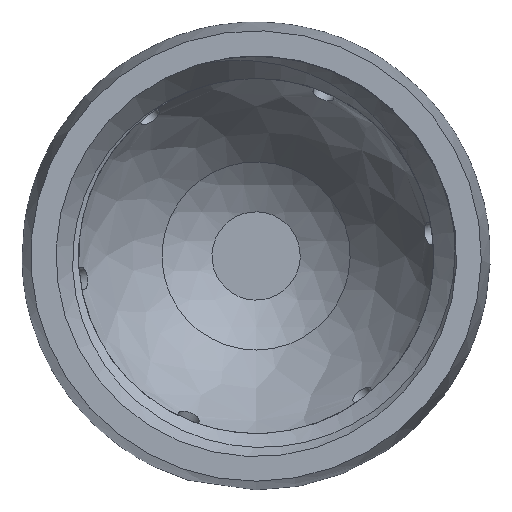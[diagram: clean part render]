
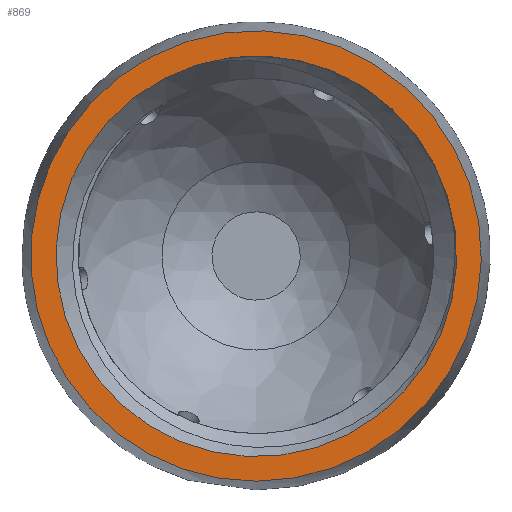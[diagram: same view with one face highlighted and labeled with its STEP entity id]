
A CAD part, left-side view. The second image highlights one B-rep face of the part: STEP entity #869.
In plain terms, the highlighted planar face has unit normal (-1, 0, 0).
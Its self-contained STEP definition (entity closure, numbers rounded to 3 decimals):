
#23=FACE_BOUND('',#136,.T.);
#41=PLANE('',#947);
#86=FACE_OUTER_BOUND('',#135,.T.);
#135=EDGE_LOOP('',(#773,#774));
#136=EDGE_LOOP('',(#775,#776));
#144=CIRCLE('',#901,22.702);
#145=CIRCLE('',#902,22.702);
#158=CIRCLE('',#942,25.526);
#159=CIRCLE('',#943,25.526);
#327=VERTEX_POINT('',#1282);
#328=VERTEX_POINT('',#1283);
#397=VERTEX_POINT('',#3209);
#398=VERTEX_POINT('',#3210);
#419=EDGE_CURVE('',#327,#328,#144,.T.);
#420=EDGE_CURVE('',#328,#327,#145,.T.);
#532=EDGE_CURVE('',#397,#398,#158,.T.);
#533=EDGE_CURVE('',#398,#397,#159,.T.);
#773=ORIENTED_EDGE('',*,*,#532,.T.);
#774=ORIENTED_EDGE('',*,*,#533,.T.);
#775=ORIENTED_EDGE('',*,*,#419,.T.);
#776=ORIENTED_EDGE('',*,*,#420,.T.);
#869=ADVANCED_FACE('',(#86,#23),#41,.T.);
#901=AXIS2_PLACEMENT_3D('',#1284,#973,#974);
#902=AXIS2_PLACEMENT_3D('',#1285,#975,#976);
#942=AXIS2_PLACEMENT_3D('',#3211,#1082,#1083);
#943=AXIS2_PLACEMENT_3D('',#3212,#1084,#1085);
#947=AXIS2_PLACEMENT_3D('',#3218,#1092,#1093);
#973=DIRECTION('center_axis',(1.,0.,0.));
#974=DIRECTION('ref_axis',(0.,0.607,0.795));
#975=DIRECTION('center_axis',(1.,0.,0.));
#976=DIRECTION('ref_axis',(0.,0.607,0.795));
#1082=DIRECTION('center_axis',(-1.,0.,0.));
#1083=DIRECTION('ref_axis',(0.,0.,1.));
#1084=DIRECTION('center_axis',(-1.,0.,0.));
#1085=DIRECTION('ref_axis',(0.,0.,1.));
#1092=DIRECTION('center_axis',(-1.,0.,0.));
#1093=DIRECTION('ref_axis',(0.,0.,1.));
#1282=CARTESIAN_POINT('',(-11.611,13.823,18.008));
#1283=CARTESIAN_POINT('',(-11.611,-13.729,-18.081));
#1284=CARTESIAN_POINT('Origin',(-11.611,0.047,-0.036));
#1285=CARTESIAN_POINT('Origin',(-11.611,0.047,-0.036));
#3209=CARTESIAN_POINT('',(-11.611,15.565,20.289));
#3210=CARTESIAN_POINT('',(-11.611,0.075,-25.526));
#3211=CARTESIAN_POINT('Origin',(-11.611,0.075,0.));
#3212=CARTESIAN_POINT('Origin',(-11.611,0.075,0.));
#3218=CARTESIAN_POINT('Origin',(-11.611,13.805,17.984));
